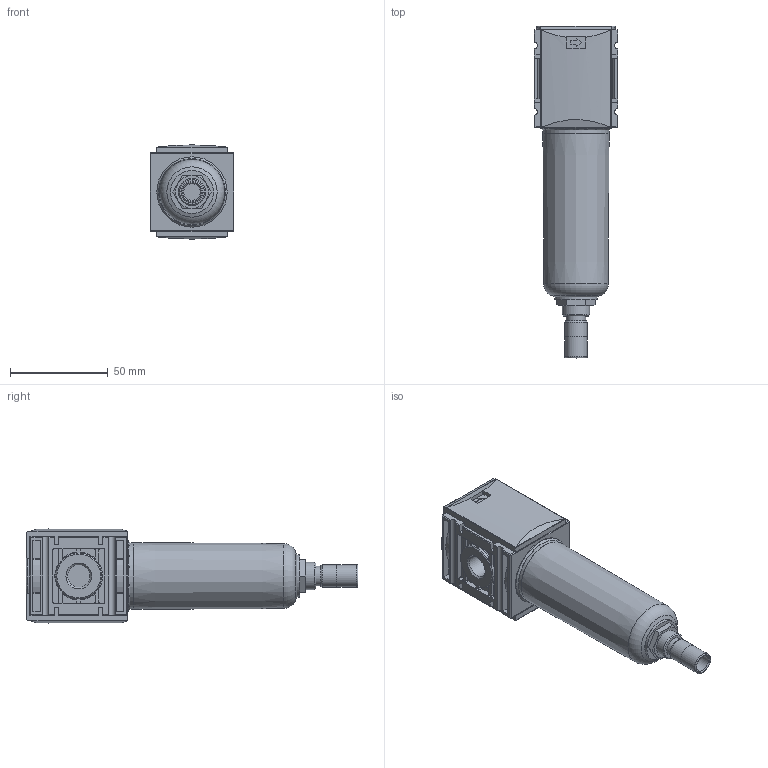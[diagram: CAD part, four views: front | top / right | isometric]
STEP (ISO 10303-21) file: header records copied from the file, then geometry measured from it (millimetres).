
FILE_DESCRIPTION(/* description */ ('STEP AP214'),/* implementation_level */ '2;1');
FILE_NAME(/* name */ '035768',/* time_stamp */ '2023-03-24T11:51:51+01:00',/* author */ ('License CC BY-ND 4.0'),/* organization */ ('CADENAS'),/* preprocessor_version */ 'ST-DEVELOPER v19.3',/* originating_system */ 'PARTsolutions',/* authorisation */ ' ');
FILE_SCHEMA (('AUTOMOTIVE_DESIGN {1 0 10303 214 3 1 1}'));
Length unit declared in the file: millimetre
Products named in the file (3): 035768; C.11-PC-AM; KREV_01
Assembly tree (2 placements, depth 2):
  035768
    C.11-PC-AM
    KREV_01
Bounding box: 43 x 170 x 48.15 mm (x, y, z)
Volume: 175831.6 mm3; surface area: 29586.6 mm2
Topology: 2 solids, 2 shells, 363 faces, 983 edges, 646 vertices
Faces by surface type: plane 220, cylinder 104, torus 22, cone 16, sphere 1
Full cylindrical faces by diameter (mm): 8.566 x1, 10 x1, 11.27 x1, 11.3 x2, 11.445 x2, 14 x1, 22 x1, 23.5 x2, 34 x1, 36 x1, 40 x1
Entity records: 13900 total; most frequent: CARTESIAN_POINT 2160, DIRECTION 1900, ORIENTED_EDGE 1890, EDGE_CURVE 945, AXIS2_PLACEMENT_3D 649, VERTEX_POINT 641, LINE 602, VECTOR 602
